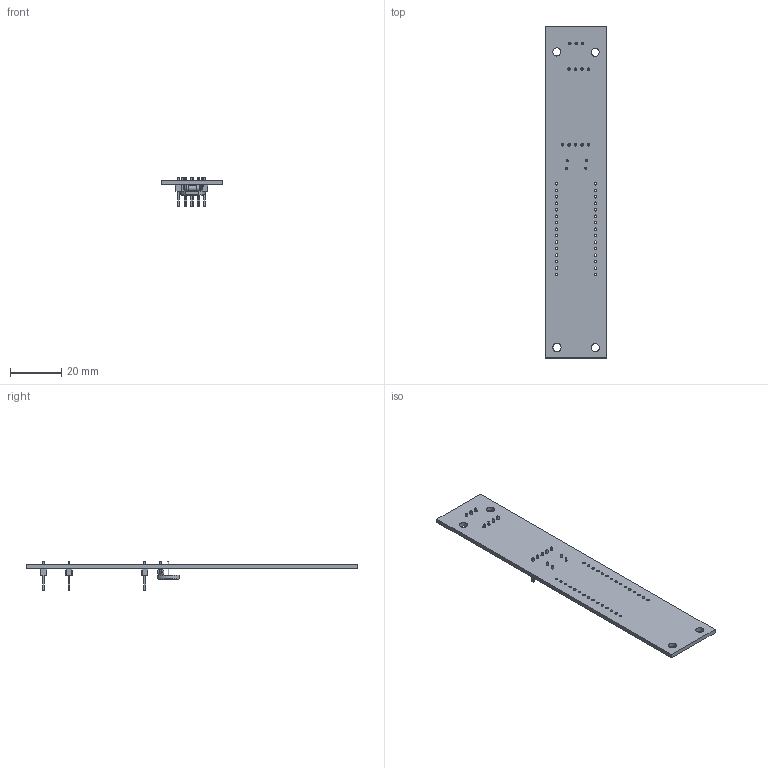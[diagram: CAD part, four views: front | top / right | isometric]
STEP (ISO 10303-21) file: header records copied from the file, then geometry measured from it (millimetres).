
FILE_DESCRIPTION(('KiCad electronic assembly'),'2;1');
FILE_NAME('ReadCO2.step','2020-10-01T11:25:21',('An Author'),( 'A Company'),'Open CASCADE STEP processor 6.9', 'KiCad to STEP converter','Unknown');
FILE_SCHEMA(('AUTOMOTIVE_DESIGN { 1 0 10303 214 1 1 1 1 }'));
Length unit declared in the file: millimetre
Products named in the file (12): Open CASCADE STEP translator 6.9 1; R_LDR_10x8.5mm_P7.6mm_Vertical; COMPOUND; R_Axial_DIN0207_L6.3mm_D2.5mm_P7.62mm_Horizontal; SOLID; PinHeader_1x04_P2.54mm_Vertical; PinHeader_1x03_P2.54mm_Vertical; PinHeader_1x05_P2.54mm_Vertical
Assembly tree (11 placements, depth 3):
  Open CASCADE STEP translator 6.9 1
    R_LDR_10x8.5mm_P7.6mm_Vertical
      COMPOUND
    R_Axial_DIN0207_L6.3mm_D2.5mm_P7.62mm_Horizontal
      SOLID
    PinHeader_1x04_P2.54mm_Vertical
      SOLID
    PinHeader_1x03_P2.54mm_Vertical
      SOLID
    PinHeader_1x05_P2.54mm_Vertical
      SOLID
    COMPOUND
Bounding box: 24 x 130 x 11.54 mm (x, y, z)
Volume: 5262.6 mm3; surface area: 7812 mm2
Topology: 7 solids, 7 shells, 427 faces, 1043 edges, 662 vertices
Faces by surface type: plane 362, cylinder 61, torus 4
Full cylindrical faces by diameter (mm): 0.5 x4, 0.6 x2, 0.8 x4, 1 x42, 2.25 x1, 2.5 x2, 3.2 x4
Entity records: 30118 total; most frequent: CARTESIAN_POINT 5562, DIRECTION 4111, LINE 2871, VECTOR 2871, ORIENTED_EDGE 2086, PCURVE 2086, DEFINITIONAL_REPRESENTATION 2086, EDGE_CURVE 1043
